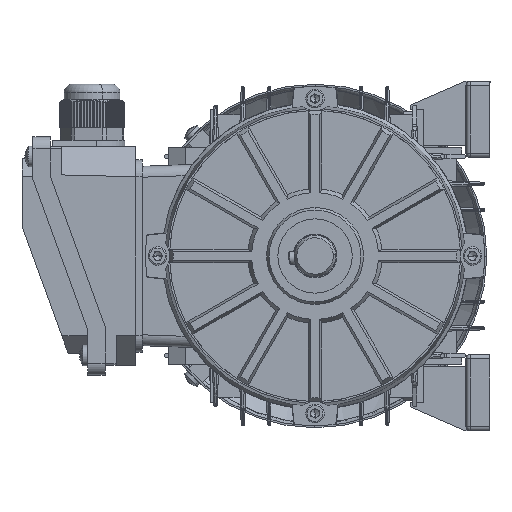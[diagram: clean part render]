
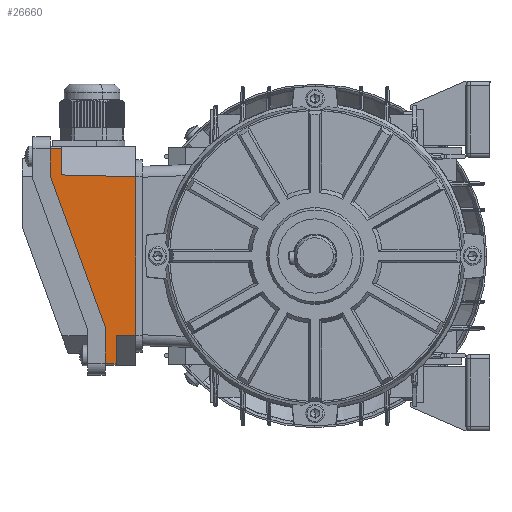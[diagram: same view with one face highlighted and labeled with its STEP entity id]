
A CAD part, left-side view. The second image highlights one B-rep face of the part: STEP entity #26660.
In plain terms, the highlighted face is planar.
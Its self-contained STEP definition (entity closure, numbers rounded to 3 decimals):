
#26417 = VERTEX_POINT ( 'NONE', #73899 ) ;
#26423 = EDGE_CURVE ( 'NONE', #26425, #26417, #73898, .T. ) ;
#26425 = VERTEX_POINT ( 'NONE', #73894 ) ;
#26649 = VERTEX_POINT ( 'NONE', #74158 ) ;
#26650 = ORIENTED_EDGE ( 'NONE', *, *, #26652, .T. ) ;
#26652 = EDGE_CURVE ( 'NONE', #26649, #26709, #74157, .T. ) ;
#26660 = ADVANCED_FACE ( 'NONE', ( #74145 ), #74143, .F. ) ;
#26662 = EDGE_LOOP ( 'NONE', ( #26664, #26673, #26676, #26777, #26779, #26781, #26785, #26650, #26749, #26750 ) ) ;
#26664 = ORIENTED_EDGE ( 'NONE', *, *, #26666, .F. ) ;
#26666 = EDGE_CURVE ( 'NONE', #26668, #26671, #74144, .T. ) ;
#26668 = VERTEX_POINT ( 'NONE', #74135 ) ;
#26671 = VERTEX_POINT ( 'NONE', #74134 ) ;
#26673 = ORIENTED_EDGE ( 'NONE', *, *, #26674, .T. ) ;
#26674 = EDGE_CURVE ( 'NONE', #26668, #26675, #74133, .T. ) ;
#26675 = VERTEX_POINT ( 'NONE', #74193 ) ;
#26676 = ORIENTED_EDGE ( 'NONE', *, *, #26775, .F. ) ;
#26702 = VERTEX_POINT ( 'NONE', #74163 ) ;
#26707 = EDGE_CURVE ( 'NONE', #26709, #26702, #74225, .T. ) ;
#26709 = VERTEX_POINT ( 'NONE', #74221 ) ;
#26749 = ORIENTED_EDGE ( 'NONE', *, *, #26707, .T. ) ;
#26750 = ORIENTED_EDGE ( 'NONE', *, *, #26752, .F. ) ;
#26752 = EDGE_CURVE ( 'NONE', #26671, #26702, #74236, .T. ) ;
#26775 = EDGE_CURVE ( 'NONE', #26776, #26675, #74278, .T. ) ;
#26776 = VERTEX_POINT ( 'NONE', #74274 ) ;
#26777 = ORIENTED_EDGE ( 'NONE', *, *, #26778, .T. ) ;
#26778 = EDGE_CURVE ( 'NONE', #26776, #26425, #74273, .T. ) ;
#26779 = ORIENTED_EDGE ( 'NONE', *, *, #26423, .T. ) ;
#26781 = ORIENTED_EDGE ( 'NONE', *, *, #26783, .F. ) ;
#26783 = EDGE_CURVE ( 'NONE', #26784, #26417, #74269, .T. ) ;
#26784 = VERTEX_POINT ( 'NONE', #74265 ) ;
#26785 = ORIENTED_EDGE ( 'NONE', *, *, #26786, .F. ) ;
#26786 = EDGE_CURVE ( 'NONE', #26649, #26784, #74264, .T. ) ;
#73894 = CARTESIAN_POINT ( 'NONE',  ( -36.243, -21., 50. ) ) ;
#73895 = DIRECTION ( 'NONE',  ( 1., 0., 0. ) ) ;
#73896 = VECTOR ( 'NONE', #73895, 1000. ) ;
#73897 = CARTESIAN_POINT ( 'NONE',  ( -50., -21., 50. ) ) ;
#73898 = LINE ( 'NONE', #73897, #73896 ) ;
#73899 = CARTESIAN_POINT ( 'NONE',  ( 36.243, -21., 50. ) ) ;
#74130 = DIRECTION ( 'NONE',  ( 0., -1., 0. ) ) ;
#74131 = VECTOR ( 'NONE', #74130, 1000. ) ;
#74132 = CARTESIAN_POINT ( 'NONE',  ( -49., -12., 50. ) ) ;
#74133 = LINE ( 'NONE', #74132, #74131 ) ;
#74134 = CARTESIAN_POINT ( 'NONE',  ( -33., -4., 50. ) ) ;
#74135 = CARTESIAN_POINT ( 'NONE',  ( -49., -4., 50. ) ) ;
#74136 = DIRECTION ( 'NONE',  ( 1., 0., 0. ) ) ;
#74137 = VECTOR ( 'NONE', #74136, 1000. ) ;
#74138 = CARTESIAN_POINT ( 'NONE',  ( -50., -4., 50. ) ) ;
#74139 = DIRECTION ( 'NONE',  ( -1., 0., 0. ) ) ;
#74140 = DIRECTION ( 'NONE',  ( 0., 0., -1. ) ) ;
#74141 = CARTESIAN_POINT ( 'NONE',  ( 50., 21., 50. ) ) ;
#74142 = AXIS2_PLACEMENT_3D ( 'NONE', #74141, #74140, #74139 ) ;
#74143 = PLANE ( 'NONE',  #74142 ) ;
#74144 = LINE ( 'NONE', #74138, #74137 ) ;
#74145 = FACE_OUTER_BOUND ( 'NONE', #26662, .T. ) ;
#74154 = DIRECTION ( 'NONE',  ( 0., 1., 0. ) ) ;
#74155 = VECTOR ( 'NONE', #74154, 1000. ) ;
#74156 = CARTESIAN_POINT ( 'NONE',  ( 49., 21., 50. ) ) ;
#74157 = LINE ( 'NONE', #74156, #74155 ) ;
#74158 = CARTESIAN_POINT ( 'NONE',  ( 49., 13., 50. ) ) ;
#74163 = CARTESIAN_POINT ( 'NONE',  ( 35.8, 21., 50. ) ) ;
#74193 = CARTESIAN_POINT ( 'NONE',  ( -49., -12., 50. ) ) ;
#74221 = CARTESIAN_POINT ( 'NONE',  ( 49., 21., 50. ) ) ;
#74222 = DIRECTION ( 'NONE',  ( -1., 0., 0. ) ) ;
#74223 = VECTOR ( 'NONE', #74222, 1000. ) ;
#74224 = CARTESIAN_POINT ( 'NONE',  ( -50., 21., 50. ) ) ;
#74225 = LINE ( 'NONE', #74224, #74223 ) ;
#74233 = DIRECTION ( 'NONE',  ( 0.94, 0.342, 0. ) ) ;
#74234 = VECTOR ( 'NONE', #74233, 1000. ) ;
#74235 = CARTESIAN_POINT ( 'NONE',  ( 35.8, 21., 50. ) ) ;
#74236 = LINE ( 'NONE', #74235, #74234 ) ;
#74261 = DIRECTION ( 'NONE',  ( -1., 0., 0. ) ) ;
#74262 = VECTOR ( 'NONE', #74261, 1000. ) ;
#74263 = CARTESIAN_POINT ( 'NONE',  ( 36.243, 13., 50. ) ) ;
#74264 = LINE ( 'NONE', #74263, #74262 ) ;
#74265 = CARTESIAN_POINT ( 'NONE',  ( 37.082, 13., 50. ) ) ;
#74266 = DIRECTION ( 'NONE',  ( -0.025, -1., 0. ) ) ;
#74267 = VECTOR ( 'NONE', #74266, 1000. ) ;
#74268 = CARTESIAN_POINT ( 'NONE',  ( 36.243, -21., 50. ) ) ;
#74269 = LINE ( 'NONE', #74268, #74267 ) ;
#74270 = DIRECTION ( 'NONE',  ( 0.025, -1., 0. ) ) ;
#74271 = VECTOR ( 'NONE', #74270, 1000. ) ;
#74272 = CARTESIAN_POINT ( 'NONE',  ( -37.226, 18.847, 50. ) ) ;
#74273 = LINE ( 'NONE', #74272, #74271 ) ;
#74274 = CARTESIAN_POINT ( 'NONE',  ( -36.465, -12., 50. ) ) ;
#74275 = DIRECTION ( 'NONE',  ( -1., 0., 0. ) ) ;
#74276 = VECTOR ( 'NONE', #74275, 1000. ) ;
#74277 = CARTESIAN_POINT ( 'NONE',  ( -50., -12., 50. ) ) ;
#74278 = LINE ( 'NONE', #74277, #74276 ) ;
